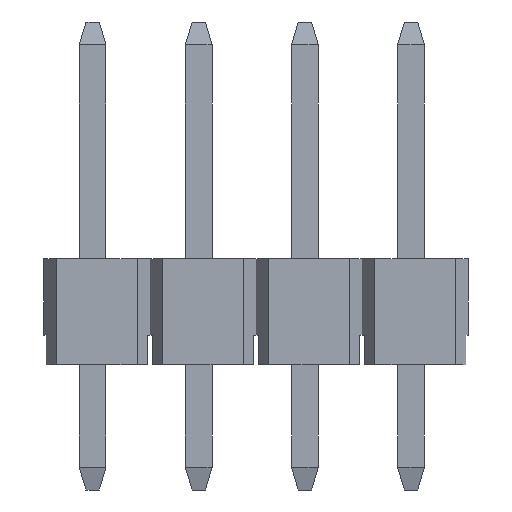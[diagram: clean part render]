
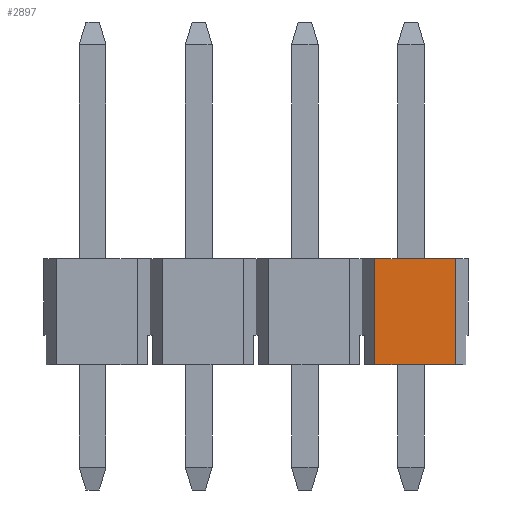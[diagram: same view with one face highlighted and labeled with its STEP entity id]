
A CAD part, front view. The second image highlights one B-rep face of the part: STEP entity #2897.
In plain terms, the highlighted planar face has unit normal (0, -1, 0).
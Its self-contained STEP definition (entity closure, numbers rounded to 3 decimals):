
#2387 = VERTEX_POINT('',#2388);
#2388 = CARTESIAN_POINT('',(4.875,-1.249,2.54
    ));
#2394 = EDGE_CURVE('',#2395,#2387,#2397,.T.);
#2395 = VERTEX_POINT('',#2396);
#2396 = CARTESIAN_POINT('',(4.875,-1.249,
    0.));
#2397 = LINE('',#2398,#2399);
#2398 = CARTESIAN_POINT('',(4.875,-1.249,
    0.));
#2399 = VECTOR('',#2400,1.);
#2400 = DIRECTION('',(0.,0.,1.));
#2862 = EDGE_CURVE('',#2395,#2863,#2865,.T.);
#2863 = VERTEX_POINT('',#2864);
#2864 = CARTESIAN_POINT('',(2.945,-1.249,
    0.));
#2865 = LINE('',#2866,#2867);
#2866 = CARTESIAN_POINT('',(4.875,-1.249,
    0.));
#2867 = VECTOR('',#2868,1.);
#2868 = DIRECTION('',(-1.,0.,0.));
#2897 = ADVANCED_FACE('',(#2898),#2916,.T.);
#2898 = FACE_BOUND('',#2899,.T.);
#2899 = EDGE_LOOP('',(#2900,#2908,#2914,#2915));
#2900 = ORIENTED_EDGE('',*,*,#2901,.T.);
#2901 = EDGE_CURVE('',#2387,#2902,#2904,.T.);
#2902 = VERTEX_POINT('',#2903);
#2903 = CARTESIAN_POINT('',(2.945,-1.249,
    2.54));
#2904 = LINE('',#2905,#2906);
#2905 = CARTESIAN_POINT('',(4.875,-1.249,2.54
    ));
#2906 = VECTOR('',#2907,1.);
#2907 = DIRECTION('',(-1.,0.,0.));
#2908 = ORIENTED_EDGE('',*,*,#2909,.F.);
#2909 = EDGE_CURVE('',#2863,#2902,#2910,.T.);
#2910 = LINE('',#2911,#2912);
#2911 = CARTESIAN_POINT('',(2.945,-1.249,
    0.));
#2912 = VECTOR('',#2913,1.);
#2913 = DIRECTION('',(0.,0.,1.));
#2914 = ORIENTED_EDGE('',*,*,#2862,.F.);
#2915 = ORIENTED_EDGE('',*,*,#2394,.T.);
#2916 = PLANE('',#2917);
#2917 = AXIS2_PLACEMENT_3D('',#2918,#2919,#2920);
#2918 = CARTESIAN_POINT('',(3.91,-1.249,
    0.));
#2919 = DIRECTION('',(0.,-1.,0.));
#2920 = DIRECTION('',(1.,0.,0.));
